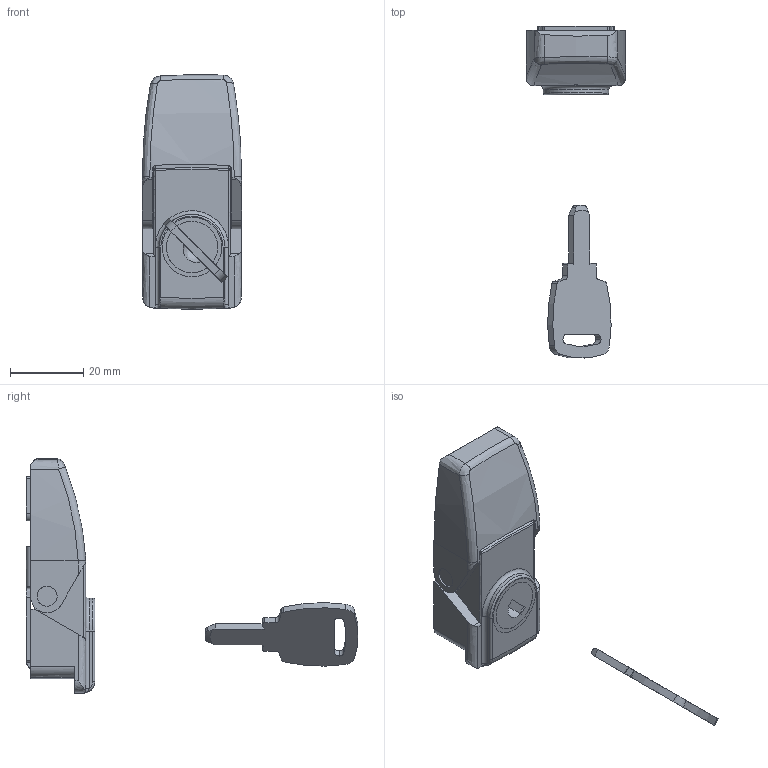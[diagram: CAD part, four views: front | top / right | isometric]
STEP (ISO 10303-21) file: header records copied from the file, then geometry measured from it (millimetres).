
FILE_DESCRIPTION((''),'2;1');
FILE_NAME('','2006-10-06T18:36:37',(''),(''),'','CADfix','');
FILE_SCHEMA(('AUTOMOTIVE_DESIGN'));
Length unit declared in the file: millimetre
Products named in the file (10): lock cam; shaft_A; shaft_B; lock; lever; key; keeper; base; arm; TL_354_2K_15551_36
Assembly tree (9 placements, depth 2):
  TL_354_2K_15551_36
    lock cam
    shaft_A
    shaft_B
    lock
    lever
    key
    keeper
    base
    arm
Bounding box: 27 x 90.42 x 64 mm (x, y, z)
Volume: 16477.9 mm3; surface area: 15409.4 mm2
Topology: 9 solids, 9 shells, 344 faces, 1013 edges, 695 vertices
Faces by surface type: bspline 344
Entity records: 13592 total; most frequent: CARTESIAN_POINT 7787, ORIENTED_EDGE 2026, EDGE_CURVE 1013, VERTEX_POINT 695, QUASI_UNIFORM_CURVE 457, EDGE_LOOP 384, FACE_OUTER_BOUND 344, ADVANCED_FACE 344
